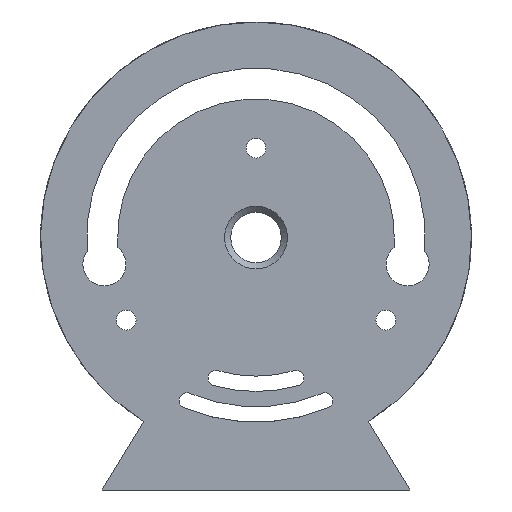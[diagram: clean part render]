
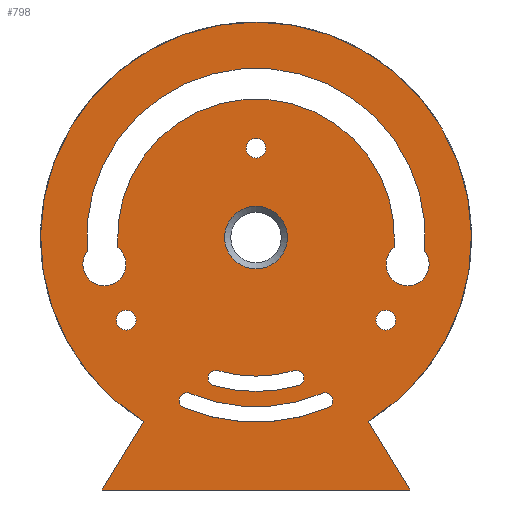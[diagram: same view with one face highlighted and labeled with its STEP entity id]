
A CAD part, front view. The second image highlights one B-rep face of the part: STEP entity #798.
In plain terms, the highlighted planar face has unit normal (0, -1, 0).
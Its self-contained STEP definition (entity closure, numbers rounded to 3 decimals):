
#32=LINE('',#1333,#78);
#33=LINE('',#1337,#79);
#34=LINE('',#1338,#80);
#78=VECTOR('',#1075,13.021);
#79=VECTOR('',#1078,13.021);
#80=VECTOR('',#1079,50.);
#153=FACE_BOUND('',#233,.T.);
#154=FACE_BOUND('',#234,.T.);
#155=FACE_BOUND('',#235,.T.);
#156=FACE_BOUND('',#236,.T.);
#157=FACE_BOUND('',#237,.T.);
#158=FACE_BOUND('',#238,.T.);
#159=FACE_BOUND('',#239,.T.);
#176=FACE_OUTER_BOUND('',#232,.T.);
#232=EDGE_LOOP('',(#604,#605,#606,#607));
#233=EDGE_LOOP('',(#608,#609,#610,#611));
#234=EDGE_LOOP('',(#612,#613,#614,#615));
#235=EDGE_LOOP('',(#616));
#236=EDGE_LOOP('',(#617,#618));
#237=EDGE_LOOP('',(#619,#620));
#238=EDGE_LOOP('',(#621,#622));
#239=EDGE_LOOP('',(#623,#624,#625,#626));
#292=CIRCLE('',#874,1.6);
#293=CIRCLE('',#875,1.6);
#294=CIRCLE('',#877,1.6);
#295=CIRCLE('',#878,1.6);
#296=CIRCLE('',#880,1.6);
#297=CIRCLE('',#881,1.6);
#312=CIRCLE('',#898,35.);
#313=CIRCLE('',#899,1.25);
#314=CIRCLE('',#900,30.);
#315=CIRCLE('',#901,1.25);
#316=CIRCLE('',#902,27.5);
#317=CIRCLE('',#903,27.5);
#318=CIRCLE('',#904,3.5);
#319=CIRCLE('',#905,22.5);
#320=CIRCLE('',#906,3.5);
#321=CIRCLE('',#907,5.1);
#322=CIRCLE('',#908,1.25);
#323=CIRCLE('',#909,22.5);
#324=CIRCLE('',#910,1.25);
#325=CIRCLE('',#911,25.);
#357=VERTEX_POINT('',#1284);
#358=VERTEX_POINT('',#1285);
#359=VERTEX_POINT('',#1290);
#360=VERTEX_POINT('',#1291);
#361=VERTEX_POINT('',#1296);
#362=VERTEX_POINT('',#1297);
#377=VERTEX_POINT('',#1331);
#378=VERTEX_POINT('',#1332);
#379=VERTEX_POINT('',#1334);
#380=VERTEX_POINT('',#1336);
#381=VERTEX_POINT('',#1339);
#382=VERTEX_POINT('',#1340);
#383=VERTEX_POINT('',#1342);
#384=VERTEX_POINT('',#1344);
#385=VERTEX_POINT('',#1347);
#386=VERTEX_POINT('',#1348);
#387=VERTEX_POINT('',#1350);
#388=VERTEX_POINT('',#1352);
#389=VERTEX_POINT('',#1355);
#390=VERTEX_POINT('',#1357);
#391=VERTEX_POINT('',#1358);
#392=VERTEX_POINT('',#1360);
#393=VERTEX_POINT('',#1362);
#442=EDGE_CURVE('',#357,#358,#292,.T.);
#443=EDGE_CURVE('',#358,#357,#293,.T.);
#445=EDGE_CURVE('',#359,#360,#294,.T.);
#446=EDGE_CURVE('',#360,#359,#295,.T.);
#448=EDGE_CURVE('',#361,#362,#296,.F.);
#450=EDGE_CURVE('',#362,#361,#297,.F.);
#465=EDGE_CURVE('',#377,#378,#32,.T.);
#466=EDGE_CURVE('',#379,#378,#312,.T.);
#467=EDGE_CURVE('',#380,#379,#33,.T.);
#468=EDGE_CURVE('',#380,#377,#34,.T.);
#469=EDGE_CURVE('',#381,#382,#313,.F.);
#470=EDGE_CURVE('',#381,#383,#314,.T.);
#471=EDGE_CURVE('',#383,#384,#315,.T.);
#472=EDGE_CURVE('',#382,#384,#316,.T.);
#473=EDGE_CURVE('',#385,#386,#317,.T.);
#474=EDGE_CURVE('',#386,#387,#318,.T.);
#475=EDGE_CURVE('',#387,#388,#319,.F.);
#476=EDGE_CURVE('',#388,#385,#320,.T.);
#477=EDGE_CURVE('',#389,#389,#321,.T.);
#478=EDGE_CURVE('',#390,#391,#322,.F.);
#479=EDGE_CURVE('',#392,#390,#323,.T.);
#480=EDGE_CURVE('',#392,#393,#324,.T.);
#481=EDGE_CURVE('',#393,#391,#325,.T.);
#604=ORIENTED_EDGE('',*,*,#465,.T.);
#605=ORIENTED_EDGE('',*,*,#466,.F.);
#606=ORIENTED_EDGE('',*,*,#467,.F.);
#607=ORIENTED_EDGE('',*,*,#468,.T.);
#608=ORIENTED_EDGE('',*,*,#469,.F.);
#609=ORIENTED_EDGE('',*,*,#470,.T.);
#610=ORIENTED_EDGE('',*,*,#471,.T.);
#611=ORIENTED_EDGE('',*,*,#472,.F.);
#612=ORIENTED_EDGE('',*,*,#473,.T.);
#613=ORIENTED_EDGE('',*,*,#474,.T.);
#614=ORIENTED_EDGE('',*,*,#475,.T.);
#615=ORIENTED_EDGE('',*,*,#476,.T.);
#616=ORIENTED_EDGE('',*,*,#477,.T.);
#617=ORIENTED_EDGE('',*,*,#445,.T.);
#618=ORIENTED_EDGE('',*,*,#446,.T.);
#619=ORIENTED_EDGE('',*,*,#448,.F.);
#620=ORIENTED_EDGE('',*,*,#450,.F.);
#621=ORIENTED_EDGE('',*,*,#442,.T.);
#622=ORIENTED_EDGE('',*,*,#443,.T.);
#623=ORIENTED_EDGE('',*,*,#478,.F.);
#624=ORIENTED_EDGE('',*,*,#479,.F.);
#625=ORIENTED_EDGE('',*,*,#480,.T.);
#626=ORIENTED_EDGE('',*,*,#481,.T.);
#774=PLANE('',#897);
#798=ADVANCED_FACE('',(#176,#153,#154,#155,#156,#157,#158,#159),#774,.F.);
#874=AXIS2_PLACEMENT_3D('',#1286,#1024,#1025);
#875=AXIS2_PLACEMENT_3D('',#1287,#1026,#1027);
#877=AXIS2_PLACEMENT_3D('',#1292,#1031,#1032);
#878=AXIS2_PLACEMENT_3D('',#1293,#1033,#1034);
#880=AXIS2_PLACEMENT_3D('',#1298,#1038,#1039);
#881=AXIS2_PLACEMENT_3D('',#1300,#1041,#1042);
#897=AXIS2_PLACEMENT_3D('',#1330,#1073,#1074);
#898=AXIS2_PLACEMENT_3D('',#1335,#1076,#1077);
#899=AXIS2_PLACEMENT_3D('',#1341,#1080,#1081);
#900=AXIS2_PLACEMENT_3D('',#1343,#1082,#1083);
#901=AXIS2_PLACEMENT_3D('',#1345,#1084,#1085);
#902=AXIS2_PLACEMENT_3D('',#1346,#1086,#1087);
#903=AXIS2_PLACEMENT_3D('',#1349,#1088,#1089);
#904=AXIS2_PLACEMENT_3D('',#1351,#1090,#1091);
#905=AXIS2_PLACEMENT_3D('',#1353,#1092,#1093);
#906=AXIS2_PLACEMENT_3D('',#1354,#1094,#1095);
#907=AXIS2_PLACEMENT_3D('',#1356,#1096,#1097);
#908=AXIS2_PLACEMENT_3D('',#1359,#1098,#1099);
#909=AXIS2_PLACEMENT_3D('',#1361,#1100,#1101);
#910=AXIS2_PLACEMENT_3D('',#1363,#1102,#1103);
#911=AXIS2_PLACEMENT_3D('',#1364,#1104,#1105);
#1024=DIRECTION('center_axis',(0.,1.,0.));
#1025=DIRECTION('ref_axis',(0.,0.,1.));
#1026=DIRECTION('center_axis',(0.,1.,0.));
#1027=DIRECTION('ref_axis',(0.,0.,1.));
#1031=DIRECTION('center_axis',(0.,1.,0.));
#1032=DIRECTION('ref_axis',(0.,0.,1.));
#1033=DIRECTION('center_axis',(0.,1.,0.));
#1034=DIRECTION('ref_axis',(0.,0.,1.));
#1038=DIRECTION('center_axis',(0.,1.,0.));
#1039=DIRECTION('ref_axis',(0.,0.,1.));
#1041=DIRECTION('center_axis',(0.,1.,0.));
#1042=DIRECTION('ref_axis',(0.,0.,1.));
#1073=DIRECTION('center_axis',(0.,1.,0.));
#1074=DIRECTION('ref_axis',(0.,0.,1.));
#1075=DIRECTION('',(-0.521,0.,0.854));
#1076=DIRECTION('center_axis',(0.,1.,0.));
#1077=DIRECTION('ref_axis',(0.,0.,1.));
#1078=DIRECTION('',(0.521,0.,0.854));
#1079=DIRECTION('',(1.,0.,0.));
#1080=DIRECTION('center_axis',(0.,1.,0.));
#1081=DIRECTION('ref_axis',(0.,0.,1.));
#1082=DIRECTION('center_axis',(0.,1.,0.));
#1083=DIRECTION('ref_axis',(0.,0.,1.));
#1084=DIRECTION('center_axis',(0.,1.,0.));
#1085=DIRECTION('ref_axis',(0.,0.,1.));
#1086=DIRECTION('center_axis',(0.,1.,0.));
#1087=DIRECTION('ref_axis',(0.,0.,1.));
#1088=DIRECTION('center_axis',(0.,1.,0.));
#1089=DIRECTION('ref_axis',(0.,0.,1.));
#1090=DIRECTION('center_axis',(0.,1.,0.));
#1091=DIRECTION('ref_axis',(0.,0.,1.));
#1092=DIRECTION('center_axis',(0.,1.,0.));
#1093=DIRECTION('ref_axis',(0.,0.,1.));
#1094=DIRECTION('center_axis',(0.,1.,0.));
#1095=DIRECTION('ref_axis',(0.,0.,1.));
#1096=DIRECTION('center_axis',(0.,1.,0.));
#1097=DIRECTION('ref_axis',(0.,0.,1.));
#1098=DIRECTION('center_axis',(0.,1.,0.));
#1099=DIRECTION('ref_axis',(0.,0.,1.));
#1100=DIRECTION('center_axis',(0.,1.,0.));
#1101=DIRECTION('ref_axis',(0.,0.,1.));
#1102=DIRECTION('center_axis',(0.,1.,0.));
#1103=DIRECTION('ref_axis',(0.,0.,1.));
#1104=DIRECTION('center_axis',(0.,1.,0.));
#1105=DIRECTION('ref_axis',(0.,0.,1.));
#1284=CARTESIAN_POINT('',(21.085,0.,-11.832));
#1285=CARTESIAN_POINT('',(21.085,0.,-15.032));
#1286=CARTESIAN_POINT('Origin',(21.085,0.,-13.432));
#1287=CARTESIAN_POINT('Origin',(21.085,0.,-13.432));
#1290=CARTESIAN_POINT('',(0.,0.,16.1));
#1291=CARTESIAN_POINT('',(0.,0.,12.9));
#1292=CARTESIAN_POINT('Origin',(0.,0.,14.5));
#1293=CARTESIAN_POINT('Origin',(0.,0.,14.5));
#1296=CARTESIAN_POINT('',(-21.085,0.,-11.832));
#1297=CARTESIAN_POINT('',(-21.085,0.,-15.032));
#1298=CARTESIAN_POINT('Origin',(-21.085,0.,-13.432));
#1300=CARTESIAN_POINT('Origin',(-21.085,0.,-13.432));
#1330=CARTESIAN_POINT('Origin',(0.,0.,0.));
#1331=CARTESIAN_POINT('',(25.,0.,-41.));
#1332=CARTESIAN_POINT('',(18.221,0.,-29.883));
#1333=CARTESIAN_POINT('',(25.,0.,-41.));
#1334=CARTESIAN_POINT('',(-18.221,0.,-29.883));
#1335=CARTESIAN_POINT('Origin',(0.,0.,0.));
#1336=CARTESIAN_POINT('',(-25.,0.,-41.));
#1337=CARTESIAN_POINT('',(-25.,0.,-41.));
#1338=CARTESIAN_POINT('',(-25.,0.,-41.));
#1339=CARTESIAN_POINT('',(11.722,0.,-27.615));
#1340=CARTESIAN_POINT('',(10.745,0.,-25.314));
#1341=CARTESIAN_POINT('Origin',(11.234,0.,-26.465));
#1342=CARTESIAN_POINT('',(-11.722,0.,-27.615));
#1343=CARTESIAN_POINT('Origin',(0.,0.,0.));
#1344=CARTESIAN_POINT('',(-10.745,0.,-25.314));
#1345=CARTESIAN_POINT('Origin',(-11.234,0.,-26.465));
#1346=CARTESIAN_POINT('Origin',(0.,0.,0.));
#1347=CARTESIAN_POINT('',(-27.41,0.,-2.227));
#1348=CARTESIAN_POINT('',(27.41,0.,-2.227));
#1349=CARTESIAN_POINT('Origin',(0.,0.,0.));
#1350=CARTESIAN_POINT('',(22.443,0.,-1.601));
#1351=CARTESIAN_POINT('Origin',(24.62,0.,-4.341));
#1352=CARTESIAN_POINT('',(-22.443,0.,-1.601));
#1353=CARTESIAN_POINT('Origin',(0.,0.,0.));
#1354=CARTESIAN_POINT('Origin',(-24.62,0.,-4.341));
#1355=CARTESIAN_POINT('',(0.,0.,5.1));
#1356=CARTESIAN_POINT('Origin',(0.,0.,0.));
#1357=CARTESIAN_POINT('',(-6.2,0.,-21.629));
#1358=CARTESIAN_POINT('',(-6.888,0.,-24.032));
#1359=CARTESIAN_POINT('Origin',(-6.544,0.,-22.831));
#1360=CARTESIAN_POINT('',(6.2,0.,-21.629));
#1361=CARTESIAN_POINT('Origin',(0.,0.,0.));
#1362=CARTESIAN_POINT('',(6.888,0.,-24.032));
#1363=CARTESIAN_POINT('Origin',(6.544,0.,-22.831));
#1364=CARTESIAN_POINT('Origin',(0.,0.,0.));
